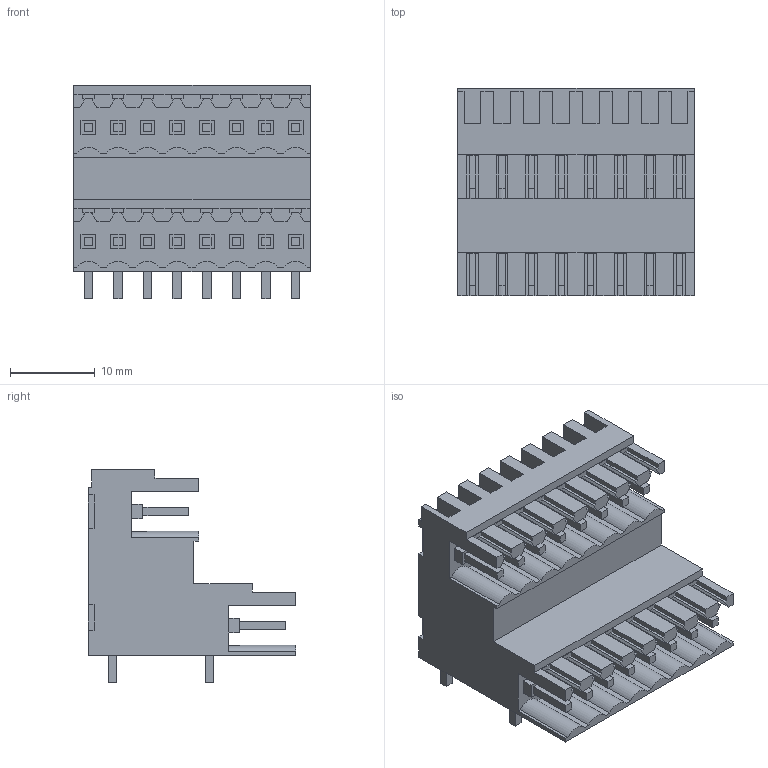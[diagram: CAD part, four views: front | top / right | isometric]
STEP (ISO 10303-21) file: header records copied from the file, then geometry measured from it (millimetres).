
FILE_DESCRIPTION(('CATIA V5R22 STEP214','CAx-IF Rec.Pracs.--- Model Styling and Organization---1.4--- 2014-01-23'),'2;1');
FILE_NAME ('039045-2_0_1642120000_1642120000.stp','2023-03-15T14:38:10+00:00',('none'),('Weidmueller'),'CATIA Version 5-6 Release 2016 SP3 HF44','CATIA V5 STEP AP214','none');
FILE_SCHEMA(('AUTOMOTIVE_DESIGN { 1 0 10303 214 1 1 1 1 }'));
Length unit declared in the file: millimetre
Products named in the file (1): 1642120000
Bounding box: 28 x 24.55 x 25.2 mm (x, y, z)
Volume: 6419.3 mm3; surface area: 8231.9 mm2
Topology: 17 solids, 17 shells, 877 faces, 2390 edges, 1578 vertices
Faces by surface type: plane 797, cylinder 80
Entity records: 24953 total; most frequent: ORIENTED_EDGE 4780, CARTESIAN_POINT 4611, DIRECTION 3182, EDGE_CURVE 2390, VECTOR 2230, LINE 2230, VERTEX_POINT 1578, EDGE_LOOP 940
